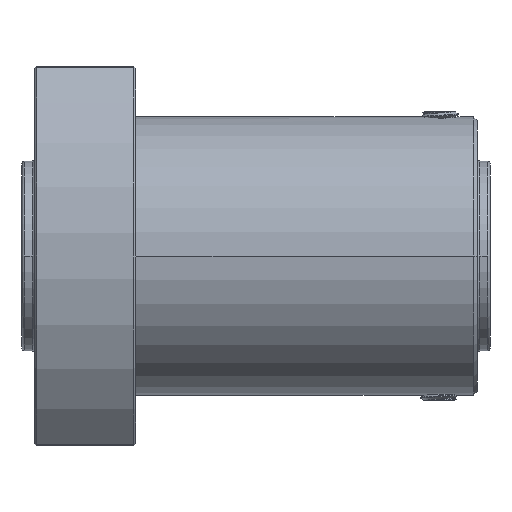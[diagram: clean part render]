
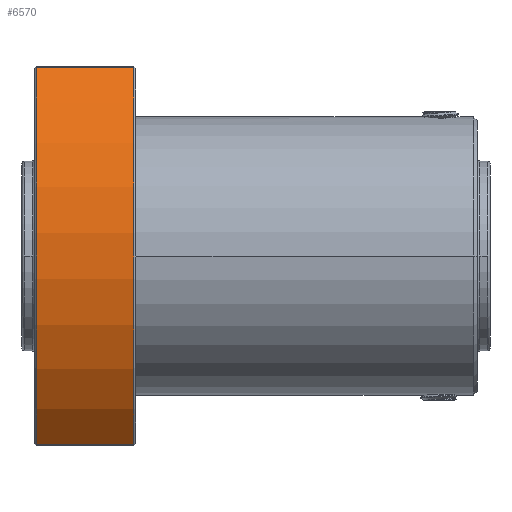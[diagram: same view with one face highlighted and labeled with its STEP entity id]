
A CAD part, left-side view. The second image highlights one B-rep face of the part: STEP entity #6570.
In plain terms, the highlighted cylindrical face has radius 21.213 mm (diameter 42.426 mm), a partial arc.
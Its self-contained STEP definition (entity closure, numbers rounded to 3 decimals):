
#1381 = VECTOR ( 'NONE', #24402, 1000. ) ;
#1919 = CYLINDRICAL_SURFACE ( 'NONE', #8649, 21.213 ) ;
#1969 = EDGE_CURVE ( 'NONE', #6244, #3852, #7182, .T. ) ;
#2358 = DIRECTION ( 'NONE',  ( -0.707, 0., -0.707 ) ) ;
#3852 = VERTEX_POINT ( 'NONE', #21392 ) ;
#4176 = DIRECTION ( 'NONE',  ( -0.707, 0., -0.707 ) ) ;
#4817 = EDGE_CURVE ( 'NONE', #9459, #6244, #18086, .T. ) ;
#6244 = VERTEX_POINT ( 'NONE', #8028 ) ;
#6570 = ADVANCED_FACE ( 'NONE', ( #16666 ), #1919, .T. ) ;
#6574 = AXIS2_PLACEMENT_3D ( 'NONE', #13066, #15071, #4176 ) ;
#7182 = LINE ( 'NONE', #10467, #1381 ) ;
#7371 = LINE ( 'NONE', #11947, #14562 ) ;
#8028 = CARTESIAN_POINT ( 'NONE',  ( -15.089, 34.85, 14.911 ) ) ;
#8649 = AXIS2_PLACEMENT_3D ( 'NONE', #15502, #22202, #22011 ) ;
#9459 = VERTEX_POINT ( 'NONE', #15979 ) ;
#9957 = VERTEX_POINT ( 'NONE', #19083 ) ;
#10467 = CARTESIAN_POINT ( 'NONE',  ( -15.089, 27., 14.911 ) ) ;
#10775 = CARTESIAN_POINT ( 'NONE',  ( 0., 34.85, 0. ) ) ;
#11521 = ORIENTED_EDGE ( 'NONE', *, *, #16594, .F. ) ;
#11947 = CARTESIAN_POINT ( 'NONE',  ( -15.089, 27., -14.911 ) ) ;
#12690 = ORIENTED_EDGE ( 'NONE', *, *, #1969, .F. ) ;
#13066 = CARTESIAN_POINT ( 'NONE',  ( 0., 27.15, 0. ) ) ;
#13553 = EDGE_LOOP ( 'NONE', ( #11521, #12690, #26121, #22167 ) ) ;
#14562 = VECTOR ( 'NONE', #22765, 1000. ) ;
#15071 = DIRECTION ( 'NONE',  ( 0., -1., 0. ) ) ;
#15502 = CARTESIAN_POINT ( 'NONE',  ( 0., 27., 0. ) ) ;
#15979 = CARTESIAN_POINT ( 'NONE',  ( -15.089, 34.85, -14.911 ) ) ;
#16594 = EDGE_CURVE ( 'NONE', #3852, #9957, #22504, .T. ) ;
#16666 = FACE_OUTER_BOUND ( 'NONE', #13553, .T. ) ;
#18086 = CIRCLE ( 'NONE', #20950, 21.213 ) ;
#19083 = CARTESIAN_POINT ( 'NONE',  ( -15.089, 27.15, -14.911 ) ) ;
#20950 = AXIS2_PLACEMENT_3D ( 'NONE', #10775, #24289, #2358 ) ;
#21392 = CARTESIAN_POINT ( 'NONE',  ( -15.089, 27.15, 14.911 ) ) ;
#22011 = DIRECTION ( 'NONE',  ( -0.707, 0., -0.707 ) ) ;
#22167 = ORIENTED_EDGE ( 'NONE', *, *, #26765, .F. ) ;
#22202 = DIRECTION ( 'NONE',  ( 0., 1., 0. ) ) ;
#22504 = CIRCLE ( 'NONE', #6574, 21.213 ) ;
#22765 = DIRECTION ( 'NONE',  ( 0., 1., 0. ) ) ;
#24289 = DIRECTION ( 'NONE',  ( 0., 1., 0. ) ) ;
#24402 = DIRECTION ( 'NONE',  ( 0., -1., 0. ) ) ;
#26121 = ORIENTED_EDGE ( 'NONE', *, *, #4817, .F. ) ;
#26765 = EDGE_CURVE ( 'NONE', #9957, #9459, #7371, .T. ) ;
